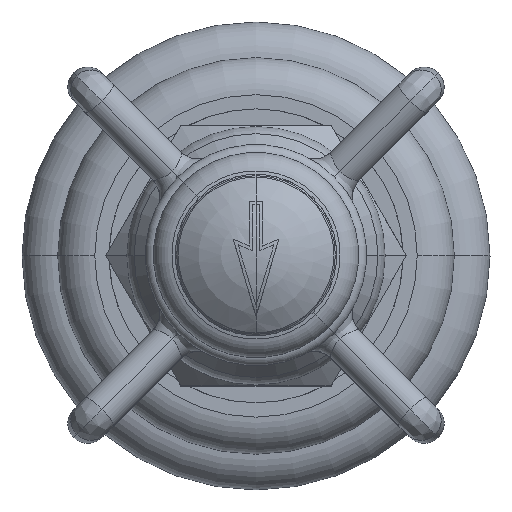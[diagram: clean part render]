
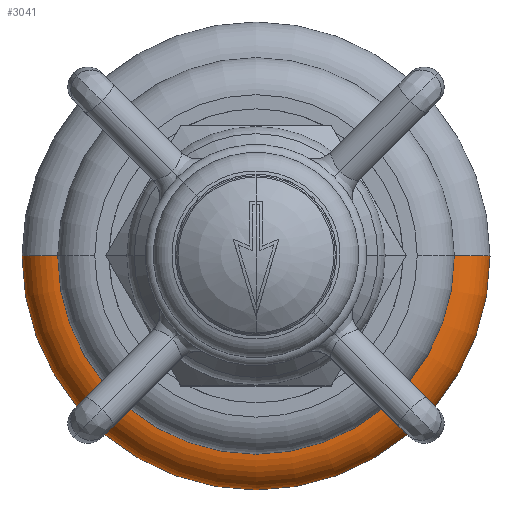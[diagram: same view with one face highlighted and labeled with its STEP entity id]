
A CAD part, top view. The second image highlights one B-rep face of the part: STEP entity #3041.
In plain terms, the highlighted toroidal (fillet/blend) face has major radius 25.219 mm and minor radius 4.753 mm.
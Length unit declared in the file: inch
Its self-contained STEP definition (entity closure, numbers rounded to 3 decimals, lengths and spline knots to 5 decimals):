
#2=CARTESIAN_POINT('',(0.,0.,0.));
#3=DIRECTION('',(0.,0.,-1.));
#4=DIRECTION('',(1.,0.,0.));
#5=AXIS2_PLACEMENT_3D('',#2,#3,#4);
#12=CARTESIAN_POINT('',(0.99286,0.,0.));
#13=DIRECTION('',(0.,-1.,0.));
#14=DIRECTION('',(1.,0.,0.));
#15=AXIS2_PLACEMENT_3D('',#12,#13,#14);
#17=CARTESIAN_POINT('',(-0.99286,0.,0.));
#18=DIRECTION('',(0.,1.,0.));
#19=DIRECTION('',(-1.,0.,0.));
#20=AXIS2_PLACEMENT_3D('',#17,#18,#19);
#37=CARTESIAN_POINT('',(0.,0.,0.187));
#38=DIRECTION('',(0.,0.,-1.));
#39=DIRECTION('',(1.,0.,0.));
#40=AXIS2_PLACEMENT_3D('',#37,#38,#39);
#2629=CARTESIAN_POINT('',(1.,0.,0.187));
#2631=VERTEX_POINT('',#2629);
#2633=CARTESIAN_POINT('',(-1.,0.,0.187));
#2635=VERTEX_POINT('',#2633);
#2641=CARTESIAN_POINT('',(1.18,0.,0.));
#2642=CARTESIAN_POINT('',(-1.18,0.,0.));
#2643=VERTEX_POINT('',#2641);
#2644=VERTEX_POINT('',#2642);
#3026=CARTESIAN_POINT('',(0.,0.,0.));
#3027=DIRECTION('',(0.,0.,-1.));
#3028=DIRECTION('',(-1.,0.,0.));
#3029=AXIS2_PLACEMENT_3D('',#3026,#3027,#3028);
#3030=TOROIDAL_SURFACE('',#3029,0.99286,0.18714);
#3032=ORIENTED_EDGE('',*,*,#3031,.T.);
#3034=ORIENTED_EDGE('',*,*,#3033,.T.);
#3036=ORIENTED_EDGE('',*,*,#3035,.F.);
#3038=ORIENTED_EDGE('',*,*,#3037,.F.);
#3039=EDGE_LOOP('',(#3032,#3034,#3036,#3038));
#3040=FACE_OUTER_BOUND('',#3039,.F.);
#3041=ADVANCED_FACE('',(#3040),#3030,.T.);
#6=CIRCLE('',#5,1.18);
#16=CIRCLE('',#15,0.18714);
#21=CIRCLE('',#20,0.18714);
#41=CIRCLE('',#40,1.);
#3031=EDGE_CURVE('',#2643,#2644,#6,.T.);
#3033=EDGE_CURVE('',#2644,#2635,#21,.T.);
#3035=EDGE_CURVE('',#2631,#2635,#41,.T.);
#3037=EDGE_CURVE('',#2643,#2631,#16,.T.);
